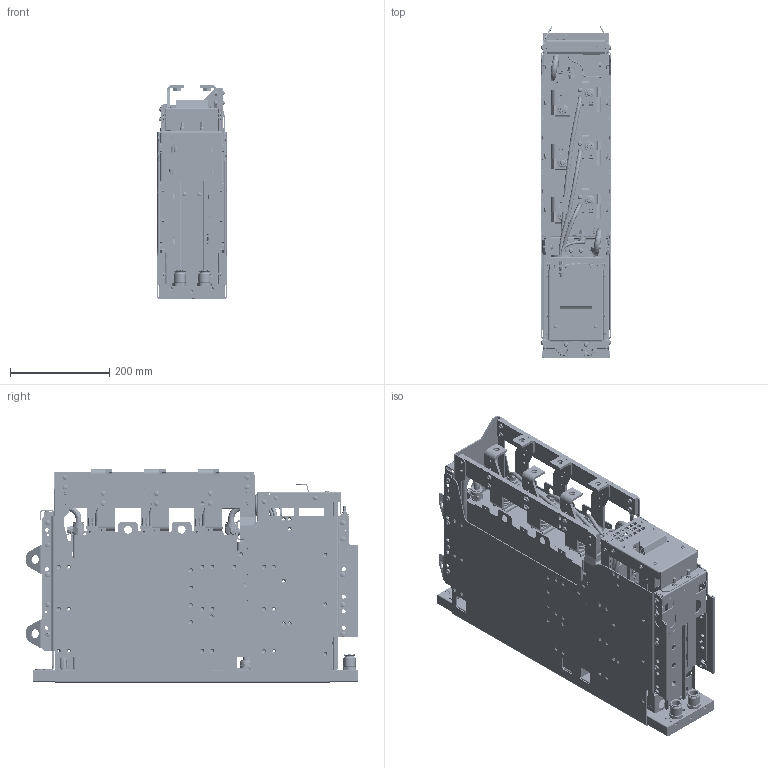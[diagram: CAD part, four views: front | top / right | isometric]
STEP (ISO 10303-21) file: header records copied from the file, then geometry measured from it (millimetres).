
FILE_DESCRIPTION(/* description */ (''),/* implementation_level */ '2;1');
FILE_NAME(/* name */ 'MCAD-OF7Z1-M-LC-380A-A1-E00-Fx-A.stp',/* time_stamp */ '2022-10-14T15:26:49+03:00',/* author */ (''),/* organization */ (''),/* preprocessor_version */ 'ST-DEVELOPER v16.7',/* originating_system */ 'SIEMENS PLM Software NX 1892',/* authorisation */ '');
FILE_SCHEMA (('AP203_CONFIGURATION_CONTROLLED_3D_DESIGN_OF_MECHANICAL_PARTS_AND_ASSEMBLIES_MIM_LF { 1 0 10303 403 2 1 2}'));
Bounding box: 140 x 669.31 x 431.01 mm (x, y, z)
Volume: 16662631.4 mm3; surface area: 2599039 mm2
Topology: 282 solids, 293 shells, 10585 faces, 27330 edges, 18033 vertices
Faces by surface type: plane 6727, cylinder 2601, cone 564, bspline 290, extrusion 202, torus 144, revolution 57
Full cylindrical faces by diameter (mm): 1 x15, 1.592 x3, 2.9 x76, 3 x6, 3.131 x3, 3.141 x3, 3.5 x9, 3.6 x33, 3.7 x10, 4 x34, 4.134 x4, 4.2 x26, 4.5 x36, 4.6 x24, 4.69 x2, 5 x76, 5.1 x2, 5.25 x6, 5.3 x9, 5.4 x9, 5.5 x45, 5.6 x10, 6 x1, 6.38 x4, 6.4 x5, 6.5 x11, 6.593 x3, 6.7 x10, 6.8 x2, 6.944 x6
Entity records: 303072 total; most frequent: CRTPNT 96037, ORNEDG 40010, DRCTN 35727, EDGCRV 20005, VECTOR 14116, LINE 13914, VRTPNT 13765, EDGLP 11111
